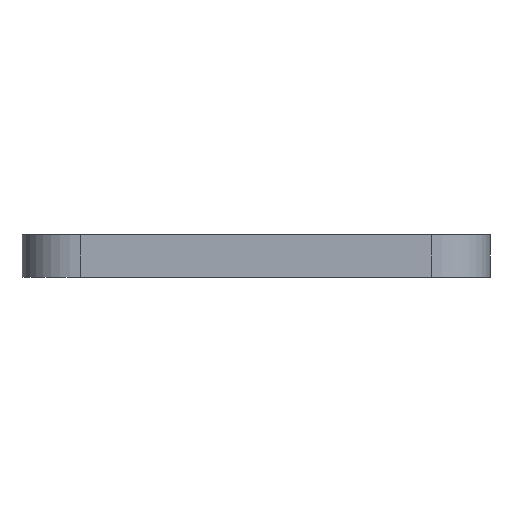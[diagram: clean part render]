
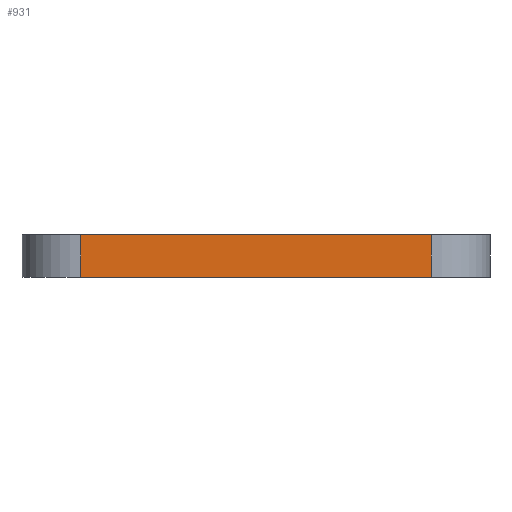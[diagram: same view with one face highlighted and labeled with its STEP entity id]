
A CAD part, front view. The second image highlights one B-rep face of the part: STEP entity #931.
In plain terms, the highlighted planar face has unit normal (0, -1, 0).
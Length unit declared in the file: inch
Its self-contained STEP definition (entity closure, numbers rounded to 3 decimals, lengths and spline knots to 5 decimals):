
#89=PLANE('',#1041);
#133=FACE_OUTER_BOUND('',#181,.T.);
#181=EDGE_LOOP('',(#818,#819,#820,#821));
#226=LINE('',#1426,#308);
#257=LINE('',#1532,#339);
#261=LINE('',#1541,#343);
#268=LINE('',#1563,#350);
#308=VECTOR('',#1160,0.3937);
#339=VECTOR('',#1265,0.3937);
#343=VECTOR('',#1275,0.3937);
#350=VECTOR('',#1302,0.3937);
#437=VERTEX_POINT('',#1423);
#438=VERTEX_POINT('',#1425);
#476=VERTEX_POINT('',#1530);
#477=VERTEX_POINT('',#1537);
#541=EDGE_CURVE('',#438,#437,#226,.T.);
#594=EDGE_CURVE('',#476,#437,#257,.T.);
#599=EDGE_CURVE('',#438,#477,#261,.T.);
#610=EDGE_CURVE('',#477,#476,#268,.T.);
#818=ORIENTED_EDGE('',*,*,#594,.F.);
#819=ORIENTED_EDGE('',*,*,#610,.F.);
#820=ORIENTED_EDGE('',*,*,#599,.F.);
#821=ORIENTED_EDGE('',*,*,#541,.T.);
#931=ADVANCED_FACE('',(#133),#89,.T.);
#1041=AXIS2_PLACEMENT_3D('',#1562,#1300,#1301);
#1160=DIRECTION('',(1.,0.,0.));
#1265=DIRECTION('',(0.,0.,-1.));
#1275=DIRECTION('',(0.,0.,1.));
#1300=DIRECTION('center_axis',(0.,-1.,0.));
#1301=DIRECTION('ref_axis',(1.,0.,0.));
#1302=DIRECTION('',(1.,0.,0.));
#1423=CARTESIAN_POINT('',(0.375,-0.875,0.));
#1425=CARTESIAN_POINT('',(-0.375,-0.875,0.));
#1426=CARTESIAN_POINT('',(-0.5,-0.875,0.));
#1530=CARTESIAN_POINT('',(0.375,-0.875,0.09));
#1532=CARTESIAN_POINT('',(0.375,-0.875,0.));
#1537=CARTESIAN_POINT('',(-0.375,-0.875,0.09));
#1541=CARTESIAN_POINT('',(-0.375,-0.875,0.));
#1562=CARTESIAN_POINT('Origin',(-0.5,-0.875,0.));
#1563=CARTESIAN_POINT('',(-0.5,-0.875,0.09));
